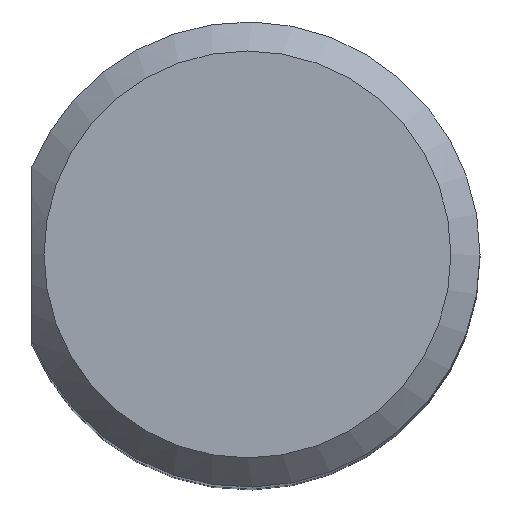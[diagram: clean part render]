
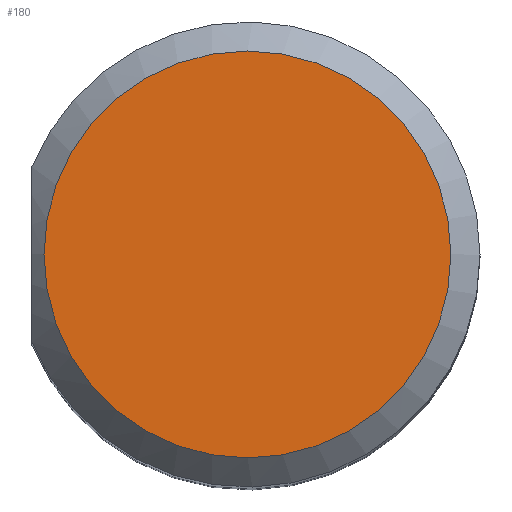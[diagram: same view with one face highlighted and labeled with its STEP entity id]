
A CAD part, top view. The second image highlights one B-rep face of the part: STEP entity #180.
In plain terms, the highlighted planar face has unit normal (0, 0, 1).
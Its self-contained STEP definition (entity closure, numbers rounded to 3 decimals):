
#148=PLANE('',#811);
#180=ADVANCED_FACE('',(#229),#148,.F.);
#229=FACE_OUTER_BOUND('',#256,.T.);
#256=EDGE_LOOP('',(#439));
#311=CIRCLE('',#810,6.994);
#439=ORIENTED_EDGE('',*,*,#660,.T.);
#595=VERTEX_POINT('',#1189);
#660=EDGE_CURVE('',#595,#595,#311,.T.);
#810=AXIS2_PLACEMENT_3D('',#1188,#940,#941);
#811=AXIS2_PLACEMENT_3D('',#1190,#942,#943);
#940=DIRECTION('',(0.,0.,1.));
#941=DIRECTION('',(-1.,0.,0.));
#942=DIRECTION('',(0.,0.,-1.));
#943=DIRECTION('',(-1.,0.,0.));
#1188=CARTESIAN_POINT('',(0.,0.,0.));
#1189=CARTESIAN_POINT('',(-6.994,0.,0.));
#1190=CARTESIAN_POINT('',(-7.994,0.,0.));
